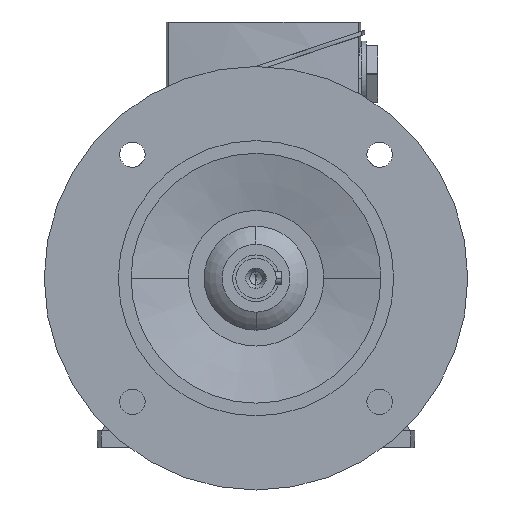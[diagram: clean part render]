
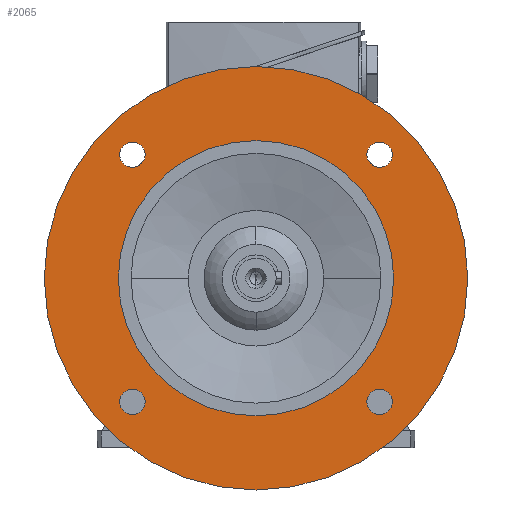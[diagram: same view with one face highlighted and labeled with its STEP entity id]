
A CAD part, left-side view. The second image highlights one B-rep face of the part: STEP entity #2065.
In plain terms, the highlighted planar face has unit normal (-1, 0, 0).
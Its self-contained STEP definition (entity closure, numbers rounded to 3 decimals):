
#2065=ADVANCED_FACE('',(#4164,#4165,#4166,#4167,#4168,#4169),#4170,.T.);
#4164=FACE_BOUND('',#6273,.T.);
#4165=FACE_BOUND('',#6274,.T.);
#4166=FACE_BOUND('',#6275,.T.);
#4167=FACE_BOUND('',#6276,.T.);
#4168=FACE_OUTER_BOUND('',#6277,.T.);
#4169=FACE_BOUND('',#6278,.T.);
#4170=PLANE('',#6279);
#6273=EDGE_LOOP('',(#12717,#12718));
#6274=EDGE_LOOP('',(#12719,#12720));
#6275=EDGE_LOOP('',(#12721,#12722));
#6276=EDGE_LOOP('',(#12723,#12724));
#6277=EDGE_LOOP('',(#12725,#12726));
#6278=EDGE_LOOP('',(#12727,#12728));
#6279=AXIS2_PLACEMENT_3D('',#12729,#12730,#12731);
#12717=ORIENTED_EDGE('',*,*,#15244,.T.);
#12718=ORIENTED_EDGE('',*,*,#12947,.T.);
#12719=ORIENTED_EDGE('',*,*,#15247,.T.);
#12720=ORIENTED_EDGE('',*,*,#12942,.T.);
#12721=ORIENTED_EDGE('',*,*,#15250,.T.);
#12722=ORIENTED_EDGE('',*,*,#12937,.T.);
#12723=ORIENTED_EDGE('',*,*,#15253,.T.);
#12724=ORIENTED_EDGE('',*,*,#12932,.T.);
#12725=ORIENTED_EDGE('',*,*,#12901,.F.);
#12726=ORIENTED_EDGE('',*,*,#15309,.F.);
#12727=ORIENTED_EDGE('',*,*,#12908,.T.);
#12728=ORIENTED_EDGE('',*,*,#15307,.T.);
#12729=CARTESIAN_POINT('',(-27.0,82.5,0.0));
#12730=DIRECTION('',(-1.0,0.0,0.0));
#12731=DIRECTION('',(0.0,-1.0,0.0));
#12901=EDGE_CURVE('',#15524,#15527,#15528,.T.);
#12908=EDGE_CURVE('',#15534,#15538,#15540,.T.);
#12932=EDGE_CURVE('',#15582,#15579,#15583,.T.);
#12937=EDGE_CURVE('',#15591,#15588,#15592,.T.);
#12942=EDGE_CURVE('',#15600,#15597,#15601,.T.);
#12947=EDGE_CURVE('',#15609,#15606,#15610,.T.);
#15244=EDGE_CURVE('',#15606,#15609,#19033,.T.);
#15247=EDGE_CURVE('',#15597,#15600,#19036,.T.);
#15250=EDGE_CURVE('',#15588,#15591,#19039,.T.);
#15253=EDGE_CURVE('',#15579,#15582,#19042,.T.);
#15307=EDGE_CURVE('',#15538,#15534,#19109,.T.);
#15309=EDGE_CURVE('',#15527,#15524,#19111,.T.);
#15524=VERTEX_POINT('',#19422);
#15527=VERTEX_POINT('',#19426);
#15528=CIRCLE('',#19427,100.0);
#15534=VERTEX_POINT('',#19434);
#15538=VERTEX_POINT('',#19439);
#15540=CIRCLE('',#19442,65.0);
#15579=VERTEX_POINT('',#19490);
#15582=VERTEX_POINT('',#19494);
#15583=CIRCLE('',#19495,6.0);
#15588=VERTEX_POINT('',#19501);
#15591=VERTEX_POINT('',#19505);
#15592=CIRCLE('',#19506,6.0);
#15597=VERTEX_POINT('',#19512);
#15600=VERTEX_POINT('',#19516);
#15601=CIRCLE('',#19517,6.0);
#15606=VERTEX_POINT('',#19523);
#15609=VERTEX_POINT('',#19527);
#15610=CIRCLE('',#19528,6.0);
#19033=CIRCLE('',#26308,6.0);
#19036=CIRCLE('',#26311,6.0);
#19039=CIRCLE('',#26314,6.0);
#19042=CIRCLE('',#26317,6.0);
#19109=CIRCLE('',#26427,65.0);
#19111=CIRCLE('',#26429,100.0);
#19422=CARTESIAN_POINT('',(-27.0,100.0,0.0));
#19426=CARTESIAN_POINT('',(-27.0,-100.0,0.));
#19427=AXIS2_PLACEMENT_3D('',#26536,#26537,#26538);
#19434=CARTESIAN_POINT('',(-27.0,65.0,0.0));
#19439=CARTESIAN_POINT('',(-27.0,-65.0,0.));
#19442=AXIS2_PLACEMENT_3D('',#26548,#26549,#26550);
#19490=CARTESIAN_POINT('',(-27.0,-62.579,62.579));
#19494=CARTESIAN_POINT('',(-27.0,-54.094,54.094));
#19495=AXIS2_PLACEMENT_3D('',#26592,#26593,#26594);
#19501=CARTESIAN_POINT('',(-27.0,62.579,62.579));
#19505=CARTESIAN_POINT('',(-27.0,54.094,54.094));
#19506=AXIS2_PLACEMENT_3D('',#26600,#26601,#26602);
#19512=CARTESIAN_POINT('',(-27.0,62.579,-62.579));
#19516=CARTESIAN_POINT('',(-27.0,54.094,-54.094));
#19517=AXIS2_PLACEMENT_3D('',#26608,#26609,#26610);
#19523=CARTESIAN_POINT('',(-27.0,-62.579,-62.579));
#19527=CARTESIAN_POINT('',(-27.0,-54.094,-54.094));
#19528=AXIS2_PLACEMENT_3D('',#26616,#26617,#26618);
#26308=AXIS2_PLACEMENT_3D('',#29085,#29086,#29087);
#26311=AXIS2_PLACEMENT_3D('',#29091,#29092,#29093);
#26314=AXIS2_PLACEMENT_3D('',#29097,#29098,#29099);
#26317=AXIS2_PLACEMENT_3D('',#29103,#29104,#29105);
#26427=AXIS2_PLACEMENT_3D('',#29154,#29155,#29156);
#26429=AXIS2_PLACEMENT_3D('',#29157,#29158,#29159);
#26536=CARTESIAN_POINT('',(-27.0,0.0,0.0));
#26537=DIRECTION('',(1.0,0.0,0.0));
#26538=DIRECTION('',(0.0,1.0,0.0));
#26548=CARTESIAN_POINT('',(-27.0,0.0,0.0));
#26549=DIRECTION('',(1.0,0.0,0.0));
#26550=DIRECTION('',(0.0,1.0,0.0));
#26592=CARTESIAN_POINT('',(-27.0,-58.336,58.336));
#26593=DIRECTION('',(1.0,0.0,-0.0));
#26594=DIRECTION('',(0.0,-0.707,0.707));
#26600=CARTESIAN_POINT('',(-27.0,58.336,58.336));
#26601=DIRECTION('',(1.0,0.0,-0.0));
#26602=DIRECTION('',(0.0,0.707,0.707));
#26608=CARTESIAN_POINT('',(-27.0,58.336,-58.336));
#26609=DIRECTION('',(1.0,-0.0,0.0));
#26610=DIRECTION('',(0.0,0.707,-0.707));
#26616=CARTESIAN_POINT('',(-27.0,-58.336,-58.336));
#26617=DIRECTION('',(1.0,0.0,0.0));
#26618=DIRECTION('',(0.0,-0.707,-0.707));
#29085=CARTESIAN_POINT('',(-27.0,-58.336,-58.336));
#29086=DIRECTION('',(1.0,0.0,0.0));
#29087=DIRECTION('',(0.0,-0.707,-0.707));
#29091=CARTESIAN_POINT('',(-27.0,58.336,-58.336));
#29092=DIRECTION('',(1.0,-0.0,0.0));
#29093=DIRECTION('',(0.0,0.707,-0.707));
#29097=CARTESIAN_POINT('',(-27.0,58.336,58.336));
#29098=DIRECTION('',(1.0,0.0,-0.0));
#29099=DIRECTION('',(0.0,0.707,0.707));
#29103=CARTESIAN_POINT('',(-27.0,-58.336,58.336));
#29104=DIRECTION('',(1.0,0.0,-0.0));
#29105=DIRECTION('',(0.0,-0.707,0.707));
#29154=CARTESIAN_POINT('',(-27.0,0.0,0.0));
#29155=DIRECTION('',(1.0,0.0,0.0));
#29156=DIRECTION('',(0.0,1.0,0.0));
#29157=CARTESIAN_POINT('',(-27.0,0.0,0.0));
#29158=DIRECTION('',(1.0,0.0,0.0));
#29159=DIRECTION('',(0.0,1.0,0.0));
